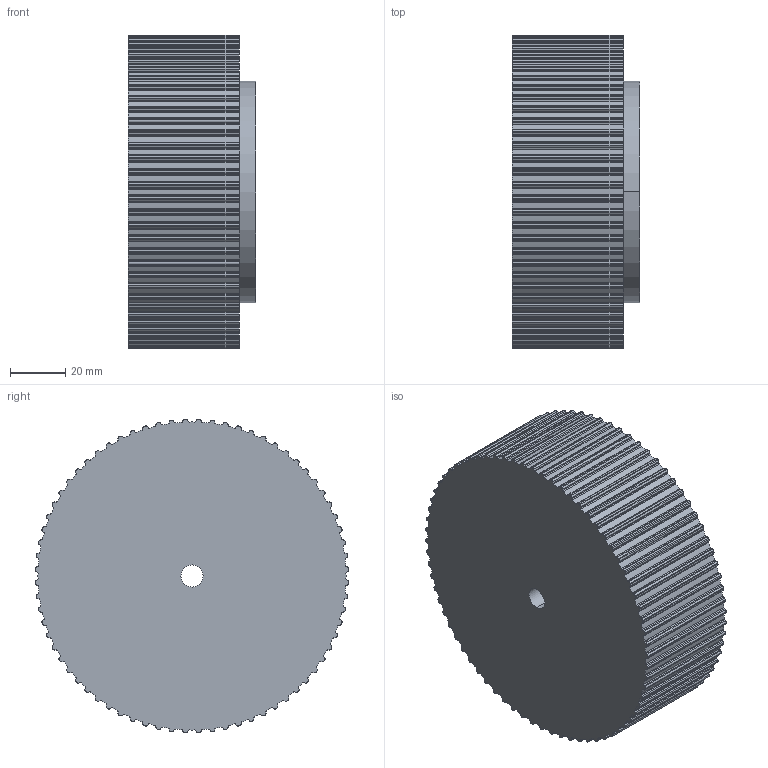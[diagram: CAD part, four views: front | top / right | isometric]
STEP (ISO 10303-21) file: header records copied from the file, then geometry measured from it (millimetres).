
FILE_DESCRIPTION(('STEP AP214'),'1');
FILE_NAME('cctmp_0A99920E-C9E1-49F2-BBFA-115E9BC5BBCB_2021_1_7_12_26_44_634..stp','2021-01-07T11:26:44',('Mulco-Europe EWIV'),('CADClick - www.CADClick.com'),'Spatial InterOp 3D',' ','unknown authorization');
FILE_SCHEMA(('AUTOMOTIVE_DESIGN'));
Length unit declared in the file: millimetre
Products named in the file (1): 2021_01_07__12-26-44-603
Bounding box: 46 x 113.28 x 113.28 mm (x, y, z)
Volume: 421594.4 mm3; surface area: 39516 mm2
Topology: 1 solids, 1 shells, 583 faces, 1740 edges, 1160 vertices
Faces by surface type: cylinder 436, plane 147
Entity records: 24738 total; most frequent: DIRECTION 3780, CARTESIAN_POINT 3484, ORIENTED_EDGE 3480, EDGE_CURVE 1740, AXIS2_PLACEMENT_3D 1456, VERTEX_POINT 1160, CIRCLE 872, LINE 868
